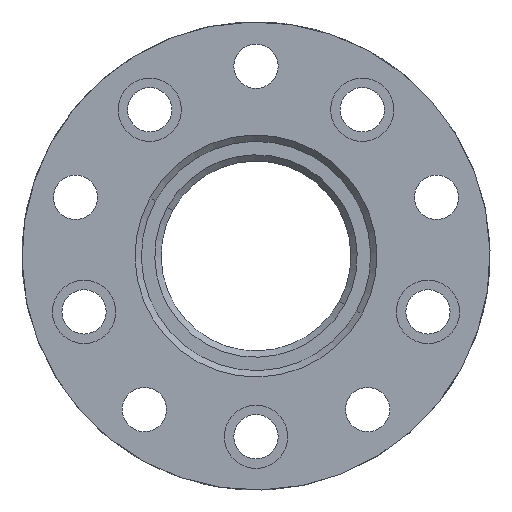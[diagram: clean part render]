
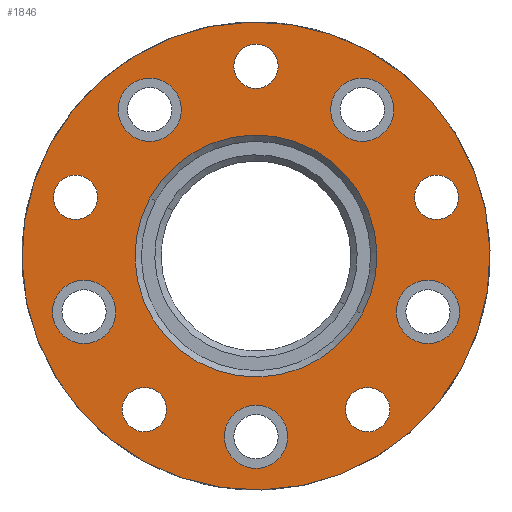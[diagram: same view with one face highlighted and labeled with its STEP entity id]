
A CAD part, front view. The second image highlights one B-rep face of the part: STEP entity #1846.
In plain terms, the highlighted planar face has unit normal (0, -1, 0).
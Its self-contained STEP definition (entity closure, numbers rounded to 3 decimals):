
#383=CARTESIAN_POINT('Vertex',(64.941,0.,-35.477)) ;
#386=CARTESIAN_POINT('Axis2P3D Location',(0.,0.,0.)) ;
#390=CARTESIAN_POINT('Vertex',(-64.941,0.,35.477)) ;
#460=CARTESIAN_POINT('Axis2P3D Location',(0.,0.,0.)) ;
#519=CARTESIAN_POINT('Vertex',(42.267,0.,-48.541)) ;
#522=CARTESIAN_POINT('Axis2P3D Location',(35.267,0.,-48.541)) ;
#526=CARTESIAN_POINT('Vertex',(28.267,0.,-48.541)) ;
#546=CARTESIAN_POINT('Axis2P3D Location',(35.267,0.,-48.541)) ;
#576=CARTESIAN_POINT('Vertex',(64.063,0.,18.541)) ;
#579=CARTESIAN_POINT('Axis2P3D Location',(57.063,0.,18.541)) ;
#583=CARTESIAN_POINT('Vertex',(50.063,0.,18.541)) ;
#603=CARTESIAN_POINT('Axis2P3D Location',(57.063,0.,18.541)) ;
#633=CARTESIAN_POINT('Vertex',(7.,0.,60.)) ;
#636=CARTESIAN_POINT('Axis2P3D Location',(0.,0.,60.)) ;
#640=CARTESIAN_POINT('Vertex',(-7.,0.,60.)) ;
#660=CARTESIAN_POINT('Axis2P3D Location',(0.,0.,60.)) ;
#690=CARTESIAN_POINT('Vertex',(-50.063,0.,18.541)) ;
#693=CARTESIAN_POINT('Axis2P3D Location',(-57.063,0.,18.541)) ;
#697=CARTESIAN_POINT('Vertex',(-64.063,0.,18.541)) ;
#717=CARTESIAN_POINT('Axis2P3D Location',(-57.063,0.,18.541)) ;
#747=CARTESIAN_POINT('Vertex',(-28.267,0.,-48.541)) ;
#750=CARTESIAN_POINT('Axis2P3D Location',(-35.267,0.,-48.541)) ;
#754=CARTESIAN_POINT('Vertex',(-42.267,0.,-48.541)) ;
#774=CARTESIAN_POINT('Axis2P3D Location',(-35.267,0.,-48.541)) ;
#1396=CARTESIAN_POINT('Vertex',(43.592,0.,46.235)) ;
#1401=CARTESIAN_POINT('Axis2P3D Location',(33.592,0.,46.235)) ;
#1405=CARTESIAN_POINT('Vertex',(23.592,0.,46.235)) ;
#1427=CARTESIAN_POINT('Axis2P3D Location',(33.592,0.,46.235)) ;
#1467=CARTESIAN_POINT('Vertex',(10.,0.,-57.15)) ;
#1472=CARTESIAN_POINT('Axis2P3D Location',(0.,0.,-57.15)) ;
#1476=CARTESIAN_POINT('Vertex',(-10.,0.,-57.15)) ;
#1498=CARTESIAN_POINT('Axis2P3D Location',(0.,0.,-57.15)) ;
#1533=CARTESIAN_POINT('Vertex',(-44.353,0.,-17.66)) ;
#1538=CARTESIAN_POINT('Axis2P3D Location',(-54.353,0.,-17.66)) ;
#1542=CARTESIAN_POINT('Vertex',(-64.353,0.,-17.66)) ;
#1564=CARTESIAN_POINT('Axis2P3D Location',(-54.353,0.,-17.66)) ;
#1599=CARTESIAN_POINT('Vertex',(64.353,0.,-17.66)) ;
#1604=CARTESIAN_POINT('Axis2P3D Location',(54.353,0.,-17.66)) ;
#1608=CARTESIAN_POINT('Vertex',(44.353,0.,-17.66)) ;
#1630=CARTESIAN_POINT('Axis2P3D Location',(54.353,0.,-17.66)) ;
#1665=CARTESIAN_POINT('Vertex',(-23.592,0.,46.235)) ;
#1670=CARTESIAN_POINT('Axis2P3D Location',(-33.592,0.,46.235)) ;
#1674=CARTESIAN_POINT('Vertex',(-43.592,0.,46.235)) ;
#1696=CARTESIAN_POINT('Axis2P3D Location',(-33.592,0.,46.235)) ;
#1779=CARTESIAN_POINT('Axis2P3D Location',(-74.,0.,0.)) ;
#1788=CARTESIAN_POINT('Axis2P3D Location',(0.,0.,0.)) ;
#1792=CARTESIAN_POINT('Vertex',(33.568,0.,-18.338)) ;
#1794=CARTESIAN_POINT('Vertex',(-33.568,0.,18.338)) ;
#1797=CARTESIAN_POINT('Axis2P3D Location',(0.,0.,0.)) ;
#387=DIRECTION('Axis2P3D Direction',(0.,1.,0.)) ;
#461=DIRECTION('Axis2P3D Direction',(0.,1.,0.)) ;
#523=DIRECTION('Axis2P3D Direction',(0.,1.,-0.)) ;
#547=DIRECTION('Axis2P3D Direction',(0.,1.,-0.)) ;
#580=DIRECTION('Axis2P3D Direction',(0.,1.,-0.)) ;
#604=DIRECTION('Axis2P3D Direction',(0.,1.,-0.)) ;
#637=DIRECTION('Axis2P3D Direction',(0.,1.,-0.)) ;
#661=DIRECTION('Axis2P3D Direction',(0.,1.,-0.)) ;
#694=DIRECTION('Axis2P3D Direction',(0.,1.,-0.)) ;
#718=DIRECTION('Axis2P3D Direction',(0.,1.,-0.)) ;
#751=DIRECTION('Axis2P3D Direction',(0.,1.,-0.)) ;
#775=DIRECTION('Axis2P3D Direction',(0.,1.,-0.)) ;
#1402=DIRECTION('Axis2P3D Direction',(0.,-1.,0.)) ;
#1428=DIRECTION('Axis2P3D Direction',(0.,-1.,0.)) ;
#1473=DIRECTION('Axis2P3D Direction',(0.,-1.,0.)) ;
#1499=DIRECTION('Axis2P3D Direction',(0.,-1.,0.)) ;
#1539=DIRECTION('Axis2P3D Direction',(0.,-1.,0.)) ;
#1565=DIRECTION('Axis2P3D Direction',(0.,-1.,0.)) ;
#1605=DIRECTION('Axis2P3D Direction',(0.,-1.,0.)) ;
#1631=DIRECTION('Axis2P3D Direction',(0.,-1.,0.)) ;
#1671=DIRECTION('Axis2P3D Direction',(0.,-1.,0.)) ;
#1697=DIRECTION('Axis2P3D Direction',(0.,-1.,0.)) ;
#1780=DIRECTION('Axis2P3D Direction',(-0.,1.,0.)) ;
#1781=DIRECTION('Axis2P3D XDirection',(1.,0.,0.)) ;
#1789=DIRECTION('Axis2P3D Direction',(-0.,1.,0.)) ;
#1798=DIRECTION('Axis2P3D Direction',(-0.,1.,0.)) ;
#388=AXIS2_PLACEMENT_3D('Circle Axis2P3D',#386,#387,$) ;
#462=AXIS2_PLACEMENT_3D('Circle Axis2P3D',#460,#461,$) ;
#524=AXIS2_PLACEMENT_3D('Circle Axis2P3D',#522,#523,$) ;
#548=AXIS2_PLACEMENT_3D('Circle Axis2P3D',#546,#547,$) ;
#581=AXIS2_PLACEMENT_3D('Circle Axis2P3D',#579,#580,$) ;
#605=AXIS2_PLACEMENT_3D('Circle Axis2P3D',#603,#604,$) ;
#638=AXIS2_PLACEMENT_3D('Circle Axis2P3D',#636,#637,$) ;
#662=AXIS2_PLACEMENT_3D('Circle Axis2P3D',#660,#661,$) ;
#695=AXIS2_PLACEMENT_3D('Circle Axis2P3D',#693,#694,$) ;
#719=AXIS2_PLACEMENT_3D('Circle Axis2P3D',#717,#718,$) ;
#752=AXIS2_PLACEMENT_3D('Circle Axis2P3D',#750,#751,$) ;
#776=AXIS2_PLACEMENT_3D('Circle Axis2P3D',#774,#775,$) ;
#1403=AXIS2_PLACEMENT_3D('Circle Axis2P3D',#1401,#1402,$) ;
#1429=AXIS2_PLACEMENT_3D('Circle Axis2P3D',#1427,#1428,$) ;
#1474=AXIS2_PLACEMENT_3D('Circle Axis2P3D',#1472,#1473,$) ;
#1500=AXIS2_PLACEMENT_3D('Circle Axis2P3D',#1498,#1499,$) ;
#1540=AXIS2_PLACEMENT_3D('Circle Axis2P3D',#1538,#1539,$) ;
#1566=AXIS2_PLACEMENT_3D('Circle Axis2P3D',#1564,#1565,$) ;
#1606=AXIS2_PLACEMENT_3D('Circle Axis2P3D',#1604,#1605,$) ;
#1632=AXIS2_PLACEMENT_3D('Circle Axis2P3D',#1630,#1631,$) ;
#1672=AXIS2_PLACEMENT_3D('Circle Axis2P3D',#1670,#1671,$) ;
#1698=AXIS2_PLACEMENT_3D('Circle Axis2P3D',#1696,#1697,$) ;
#1782=AXIS2_PLACEMENT_3D('Plane Axis2P3D',#1779,#1780,#1781) ;
#1790=AXIS2_PLACEMENT_3D('Circle Axis2P3D',#1788,#1789,$) ;
#1799=AXIS2_PLACEMENT_3D('Circle Axis2P3D',#1797,#1798,$) ;
#1785=ORIENTED_EDGE('',*,*,#464,.F.) ;
#1786=ORIENTED_EDGE('',*,*,#392,.F.) ;
#1803=ORIENTED_EDGE('',*,*,#1796,.T.) ;
#1804=ORIENTED_EDGE('',*,*,#1801,.T.) ;
#1807=ORIENTED_EDGE('',*,*,#550,.T.) ;
#1808=ORIENTED_EDGE('',*,*,#528,.T.) ;
#1811=ORIENTED_EDGE('',*,*,#607,.T.) ;
#1812=ORIENTED_EDGE('',*,*,#585,.T.) ;
#1815=ORIENTED_EDGE('',*,*,#664,.T.) ;
#1816=ORIENTED_EDGE('',*,*,#642,.T.) ;
#1819=ORIENTED_EDGE('',*,*,#721,.T.) ;
#1820=ORIENTED_EDGE('',*,*,#699,.T.) ;
#1823=ORIENTED_EDGE('',*,*,#778,.T.) ;
#1824=ORIENTED_EDGE('',*,*,#756,.T.) ;
#1827=ORIENTED_EDGE('',*,*,#1568,.F.) ;
#1828=ORIENTED_EDGE('',*,*,#1544,.F.) ;
#1831=ORIENTED_EDGE('',*,*,#1502,.F.) ;
#1832=ORIENTED_EDGE('',*,*,#1478,.F.) ;
#1835=ORIENTED_EDGE('',*,*,#1634,.F.) ;
#1836=ORIENTED_EDGE('',*,*,#1610,.F.) ;
#1839=ORIENTED_EDGE('',*,*,#1431,.F.) ;
#1840=ORIENTED_EDGE('',*,*,#1407,.F.) ;
#1843=ORIENTED_EDGE('',*,*,#1700,.F.) ;
#1844=ORIENTED_EDGE('',*,*,#1676,.F.) ;
#1805=FACE_BOUND('',#1802,.T.) ;
#1809=FACE_BOUND('',#1806,.T.) ;
#1813=FACE_BOUND('',#1810,.T.) ;
#1817=FACE_BOUND('',#1814,.T.) ;
#1821=FACE_BOUND('',#1818,.T.) ;
#1825=FACE_BOUND('',#1822,.T.) ;
#1829=FACE_BOUND('',#1826,.T.) ;
#1833=FACE_BOUND('',#1830,.T.) ;
#1837=FACE_BOUND('',#1834,.T.) ;
#1841=FACE_BOUND('',#1838,.T.) ;
#1845=FACE_BOUND('',#1842,.T.) ;
#1846=ADVANCED_FACE('calle',(#1787,#1805,#1809,#1813,#1817,#1821,#1825,#1829,#1833,#1837,#1841,#1845),#1783,.F.) ;
#389=CIRCLE('generated circle',#388,74.) ;
#463=CIRCLE('generated circle',#462,74.) ;
#525=CIRCLE('generated circle',#524,7.) ;
#549=CIRCLE('generated circle',#548,7.) ;
#582=CIRCLE('generated circle',#581,7.) ;
#606=CIRCLE('generated circle',#605,7.) ;
#639=CIRCLE('generated circle',#638,7.) ;
#663=CIRCLE('generated circle',#662,7.) ;
#696=CIRCLE('generated circle',#695,7.) ;
#720=CIRCLE('generated circle',#719,7.) ;
#753=CIRCLE('generated circle',#752,7.) ;
#777=CIRCLE('generated circle',#776,7.) ;
#1404=CIRCLE('generated circle',#1403,10.) ;
#1430=CIRCLE('generated circle',#1429,10.) ;
#1475=CIRCLE('generated circle',#1474,10.) ;
#1501=CIRCLE('generated circle',#1500,10.) ;
#1541=CIRCLE('generated circle',#1540,10.) ;
#1567=CIRCLE('generated circle',#1566,10.) ;
#1607=CIRCLE('generated circle',#1606,10.) ;
#1633=CIRCLE('generated circle',#1632,10.) ;
#1673=CIRCLE('generated circle',#1672,10.) ;
#1699=CIRCLE('generated circle',#1698,10.) ;
#1791=CIRCLE('generated circle',#1790,38.25) ;
#1800=CIRCLE('generated circle',#1799,38.25) ;
#392=EDGE_CURVE('',#384,#391,#389,.T.) ;
#464=EDGE_CURVE('',#391,#384,#463,.T.) ;
#528=EDGE_CURVE('',#527,#520,#525,.T.) ;
#550=EDGE_CURVE('',#520,#527,#549,.T.) ;
#585=EDGE_CURVE('',#584,#577,#582,.T.) ;
#607=EDGE_CURVE('',#577,#584,#606,.T.) ;
#642=EDGE_CURVE('',#641,#634,#639,.T.) ;
#664=EDGE_CURVE('',#634,#641,#663,.T.) ;
#699=EDGE_CURVE('',#698,#691,#696,.T.) ;
#721=EDGE_CURVE('',#691,#698,#720,.T.) ;
#756=EDGE_CURVE('',#755,#748,#753,.T.) ;
#778=EDGE_CURVE('',#748,#755,#777,.T.) ;
#1407=EDGE_CURVE('',#1397,#1406,#1404,.T.) ;
#1431=EDGE_CURVE('',#1406,#1397,#1430,.T.) ;
#1478=EDGE_CURVE('',#1468,#1477,#1475,.T.) ;
#1502=EDGE_CURVE('',#1477,#1468,#1501,.T.) ;
#1544=EDGE_CURVE('',#1534,#1543,#1541,.T.) ;
#1568=EDGE_CURVE('',#1543,#1534,#1567,.T.) ;
#1610=EDGE_CURVE('',#1600,#1609,#1607,.T.) ;
#1634=EDGE_CURVE('',#1609,#1600,#1633,.T.) ;
#1676=EDGE_CURVE('',#1666,#1675,#1673,.T.) ;
#1700=EDGE_CURVE('',#1675,#1666,#1699,.T.) ;
#1796=EDGE_CURVE('',#1793,#1795,#1791,.T.) ;
#1801=EDGE_CURVE('',#1795,#1793,#1800,.T.) ;
#1784=EDGE_LOOP('',(#1785,#1786)) ;
#1802=EDGE_LOOP('',(#1803,#1804)) ;
#1806=EDGE_LOOP('',(#1807,#1808)) ;
#1810=EDGE_LOOP('',(#1811,#1812)) ;
#1814=EDGE_LOOP('',(#1815,#1816)) ;
#1818=EDGE_LOOP('',(#1819,#1820)) ;
#1822=EDGE_LOOP('',(#1823,#1824)) ;
#1826=EDGE_LOOP('',(#1827,#1828)) ;
#1830=EDGE_LOOP('',(#1831,#1832)) ;
#1834=EDGE_LOOP('',(#1835,#1836)) ;
#1838=EDGE_LOOP('',(#1839,#1840)) ;
#1842=EDGE_LOOP('',(#1843,#1844)) ;
#1787=FACE_OUTER_BOUND('',#1784,.T.) ;
#1783=PLANE('Plane',#1782) ;
#384=VERTEX_POINT('',#383) ;
#391=VERTEX_POINT('',#390) ;
#520=VERTEX_POINT('',#519) ;
#527=VERTEX_POINT('',#526) ;
#577=VERTEX_POINT('',#576) ;
#584=VERTEX_POINT('',#583) ;
#634=VERTEX_POINT('',#633) ;
#641=VERTEX_POINT('',#640) ;
#691=VERTEX_POINT('',#690) ;
#698=VERTEX_POINT('',#697) ;
#748=VERTEX_POINT('',#747) ;
#755=VERTEX_POINT('',#754) ;
#1397=VERTEX_POINT('',#1396) ;
#1406=VERTEX_POINT('',#1405) ;
#1468=VERTEX_POINT('',#1467) ;
#1477=VERTEX_POINT('',#1476) ;
#1534=VERTEX_POINT('',#1533) ;
#1543=VERTEX_POINT('',#1542) ;
#1600=VERTEX_POINT('',#1599) ;
#1609=VERTEX_POINT('',#1608) ;
#1666=VERTEX_POINT('',#1665) ;
#1675=VERTEX_POINT('',#1674) ;
#1793=VERTEX_POINT('',#1792) ;
#1795=VERTEX_POINT('',#1794) ;
